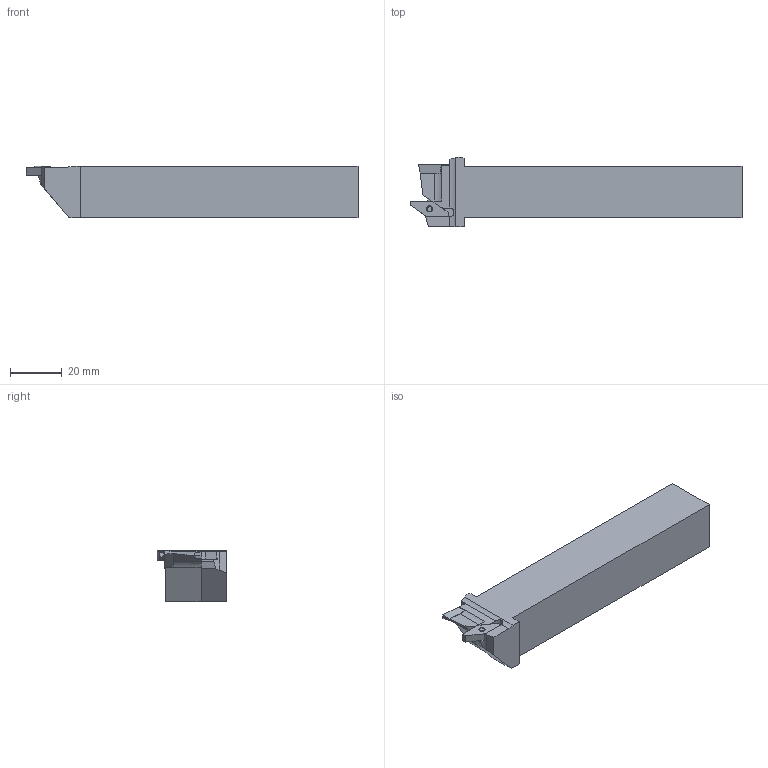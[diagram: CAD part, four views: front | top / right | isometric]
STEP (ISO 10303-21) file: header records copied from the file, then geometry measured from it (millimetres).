
FILE_DESCRIPTION (( 'STEP AP214' ), '1' );
FILE_NAME ('ISO-283-13.STEP', '2017-06-07T11:42:55', ( '' ), ( '' ), 'SwSTEP 2.0', 'SolidWorks 2016', '' );
FILE_SCHEMA (( 'AUTOMOTIVE_DESIGN' ));
Length unit declared in the file: millimetre
Products named in the file (1): ISO-283-13
Bounding box: 128.3 x 27 x 20 mm (x, y, z)
Volume: 47838.2 mm3; surface area: 10849.9 mm2
Topology: 1 solids, 1 shells, 91 faces, 276 edges, 181 vertices
Faces by surface type: plane 74, cylinder 15, bspline 2
Entity records: 3823 total; most frequent: CARTESIAN_POINT 979, ORIENTED_EDGE 552, DIRECTION 500, EDGE_CURVE 276, VERTEX_POINT 181, VECTOR 180, LINE 180, AXIS2_PLACEMENT_3D 160
